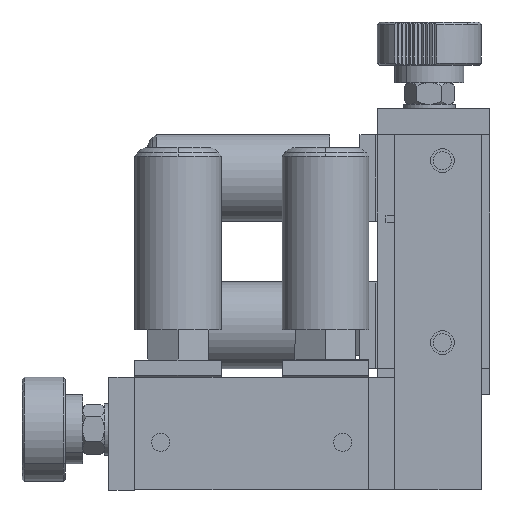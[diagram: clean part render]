
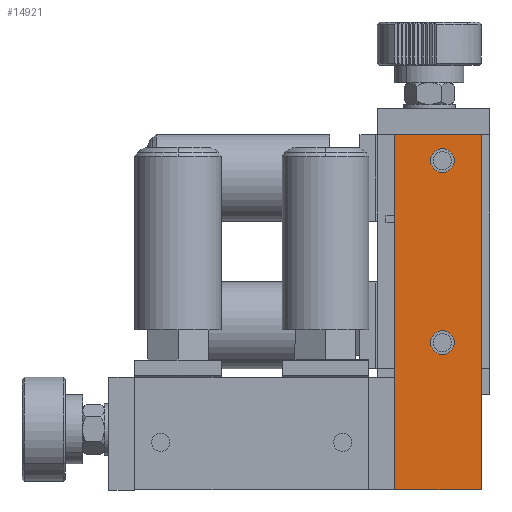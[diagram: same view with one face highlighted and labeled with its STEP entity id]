
A CAD part, left-side view. The second image highlights one B-rep face of the part: STEP entity #14921.
In plain terms, the highlighted face is planar.
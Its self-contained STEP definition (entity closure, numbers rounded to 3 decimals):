
#457 = DIRECTION ( 'NONE',  ( -1., 0., 0. ) ) ;
#509 = DIRECTION ( 'NONE',  ( 0., 0., -1. ) ) ;
#845 = ORIENTED_EDGE ( 'NONE', *, *, #19561, .T. ) ;
#911 = FACE_OUTER_BOUND ( 'NONE', #11217, .T. ) ;
#940 = VERTEX_POINT ( 'NONE', #3172 ) ;
#1583 = VERTEX_POINT ( 'NONE', #10168 ) ;
#2005 = VECTOR ( 'NONE', #13188, 1000. ) ;
#2657 = DIRECTION ( 'NONE',  ( 0., 0., -1. ) ) ;
#3076 = LINE ( 'NONE', #4705, #2005 ) ;
#3172 = CARTESIAN_POINT ( 'NONE',  ( 20., 82., 0. ) ) ;
#3241 = EDGE_CURVE ( 'NONE', #940, #1583, #8829, .T. ) ;
#3388 = VERTEX_POINT ( 'NONE', #12532 ) ;
#3953 = CARTESIAN_POINT ( 'NONE',  ( 0., 82., 0. ) ) ;
#3981 = DIRECTION ( 'NONE',  ( 0., 0., 1. ) ) ;
#4705 = CARTESIAN_POINT ( 'NONE',  ( 0., 0., 0. ) ) ;
#4864 = DIRECTION ( 'NONE',  ( -1., 0., 0. ) ) ;
#5217 = VERTEX_POINT ( 'NONE', #6526 ) ;
#5539 = ORIENTED_EDGE ( 'NONE', *, *, #14878, .T. ) ;
#6123 = ORIENTED_EDGE ( 'NONE', *, *, #18937, .T. ) ;
#6526 = CARTESIAN_POINT ( 'NONE',  ( 20., 0., 0. ) ) ;
#6903 = VECTOR ( 'NONE', #21048, 1000. ) ;
#8056 = ORIENTED_EDGE ( 'NONE', *, *, #18136, .T. ) ;
#8066 = VERTEX_POINT ( 'NONE', #16759 ) ;
#8345 = EDGE_CURVE ( 'NONE', #11399, #12964, #17169, .T. ) ;
#8621 = CARTESIAN_POINT ( 'NONE',  ( 11., 76., 0. ) ) ;
#8829 = LINE ( 'NONE', #3953, #16874 ) ;
#8978 = AXIS2_PLACEMENT_3D ( 'NONE', #8621, #15342, #16765 ) ;
#9177 = FACE_BOUND ( 'NONE', #16359, .T. ) ;
#9744 = ORIENTED_EDGE ( 'NONE', *, *, #21325, .T. ) ;
#10168 = CARTESIAN_POINT ( 'NONE',  ( 0., 82., 0. ) ) ;
#10608 = DIRECTION ( 'NONE',  ( -1., 0., 0. ) ) ;
#10959 = CIRCLE ( 'NONE', #13753, 2.75 ) ;
#11023 = PLANE ( 'NONE',  #18268 ) ;
#11217 = EDGE_LOOP ( 'NONE', ( #845, #9744, #8056, #12281 ) ) ;
#11399 = VERTEX_POINT ( 'NONE', #12749 ) ;
#11725 = CARTESIAN_POINT ( 'NONE',  ( 11., 34., 0. ) ) ;
#12242 = CARTESIAN_POINT ( 'NONE',  ( 0., 82., 0. ) ) ;
#12281 = ORIENTED_EDGE ( 'NONE', *, *, #3241, .T. ) ;
#12532 = CARTESIAN_POINT ( 'NONE',  ( 13.75, 76., 0. ) ) ;
#12749 = CARTESIAN_POINT ( 'NONE',  ( 8.25, 34., 0. ) ) ;
#12964 = VERTEX_POINT ( 'NONE', #19510 ) ;
#13018 = AXIS2_PLACEMENT_3D ( 'NONE', #11725, #509, #20430 ) ;
#13188 = DIRECTION ( 'NONE',  ( 1., 0., 0. ) ) ;
#13358 = EDGE_CURVE ( 'NONE', #12964, #11399, #14400, .T. ) ;
#13409 = EDGE_LOOP ( 'NONE', ( #5539, #6123 ) ) ;
#13453 = DIRECTION ( 'NONE',  ( 0., 1., 0. ) ) ;
#13753 = AXIS2_PLACEMENT_3D ( 'NONE', #14293, #2657, #20725 ) ;
#14293 = CARTESIAN_POINT ( 'NONE',  ( 11., 76., 0. ) ) ;
#14400 = CIRCLE ( 'NONE', #13018, 2.75 ) ;
#14852 = VECTOR ( 'NONE', #13453, 1000. ) ;
#14855 = CARTESIAN_POINT ( 'NONE',  ( 20., 0., 0. ) ) ;
#14878 = EDGE_CURVE ( 'NONE', #8066, #3388, #10959, .T. ) ;
#14921 = ADVANCED_FACE ( 'NONE', ( #9177, #15598, #911 ), #11023, .T. ) ;
#14965 = LINE ( 'NONE', #14855, #14852 ) ;
#15342 = DIRECTION ( 'NONE',  ( 0., 0., -1. ) ) ;
#15598 = FACE_BOUND ( 'NONE', #13409, .T. ) ;
#16047 = DIRECTION ( 'NONE',  ( 0., 0., -1. ) ) ;
#16359 = EDGE_LOOP ( 'NONE', ( #19815, #20935 ) ) ;
#16759 = CARTESIAN_POINT ( 'NONE',  ( 8.25, 76., 0. ) ) ;
#16765 = DIRECTION ( 'NONE',  ( -1., 0., 0. ) ) ;
#16874 = VECTOR ( 'NONE', #457, 1000. ) ;
#17169 = CIRCLE ( 'NONE', #20650, 2.75 ) ;
#17999 = CARTESIAN_POINT ( 'NONE',  ( 0., 0., 0. ) ) ;
#18136 = EDGE_CURVE ( 'NONE', #5217, #940, #14965, .T. ) ;
#18268 = AXIS2_PLACEMENT_3D ( 'NONE', #12242, #3981, #10608 ) ;
#18537 = VERTEX_POINT ( 'NONE', #20600 ) ;
#18714 = CIRCLE ( 'NONE', #8978, 2.75 ) ;
#18937 = EDGE_CURVE ( 'NONE', #3388, #8066, #18714, .T. ) ;
#19510 = CARTESIAN_POINT ( 'NONE',  ( 13.75, 34., 0. ) ) ;
#19561 = EDGE_CURVE ( 'NONE', #1583, #18537, #21153, .T. ) ;
#19815 = ORIENTED_EDGE ( 'NONE', *, *, #8345, .T. ) ;
#20430 = DIRECTION ( 'NONE',  ( -1., 0., 0. ) ) ;
#20600 = CARTESIAN_POINT ( 'NONE',  ( 0., 0., 0. ) ) ;
#20650 = AXIS2_PLACEMENT_3D ( 'NONE', #21272, #16047, #4864 ) ;
#20725 = DIRECTION ( 'NONE',  ( -1., 0., 0. ) ) ;
#20935 = ORIENTED_EDGE ( 'NONE', *, *, #13358, .T. ) ;
#21048 = DIRECTION ( 'NONE',  ( 0., -1., 0. ) ) ;
#21153 = LINE ( 'NONE', #17999, #6903 ) ;
#21272 = CARTESIAN_POINT ( 'NONE',  ( 11., 34., 0. ) ) ;
#21325 = EDGE_CURVE ( 'NONE', #18537, #5217, #3076, .T. ) ;
